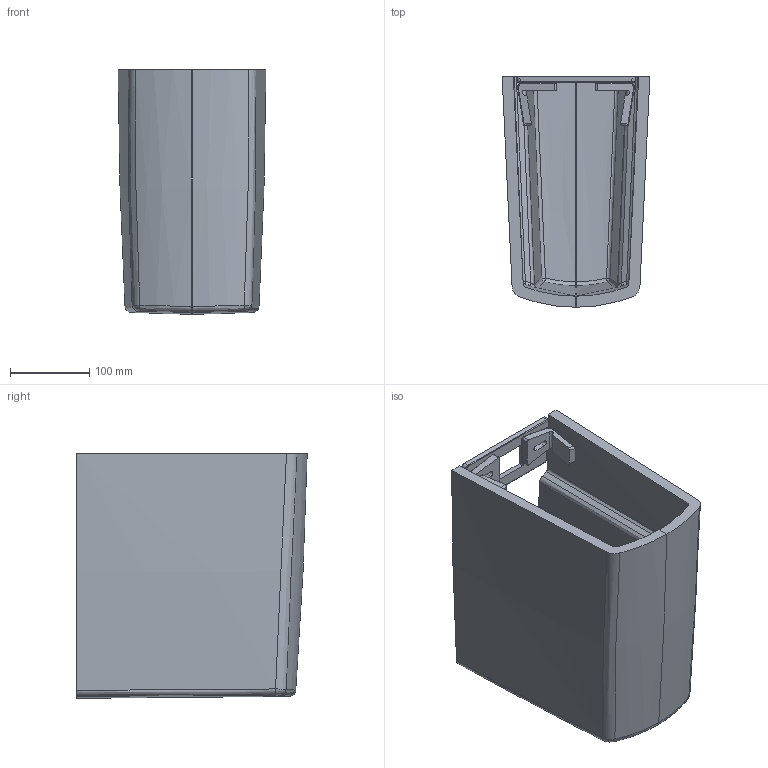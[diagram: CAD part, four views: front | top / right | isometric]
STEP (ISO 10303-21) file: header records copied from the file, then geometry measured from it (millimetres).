
FILE_DESCRIPTION(/* description */ (''),/* implementation_level */ '2;1');
FILE_NAME(/* name */ 'HSL_Sentique_5244.stp',/* time_stamp */ '2013-12-12T16:07:00+01:00',/* author */ (''),/* organization */ (''),/* preprocessor_version */ 'ST-DEVELOPER v11',/* originating_system */ 'SIEMENS PLM Software NX 7.5',/* authorisation */ '');
FILE_SCHEMA (('AUTOMOTIVE_DESIGN { 1 0 10303 214 1 1 1 1 }'));
Length unit declared in the file: millimetre
Products named in the file (1): koeb74C0ona2
Bounding box: 186 x 290 x 308 mm (x, y, z)
Surface area: 525565.1 mm2 (no closed solid volume)
Topology: 0 solids, 5 shells, 216 faces, 537 edges, 309 vertices
Faces by surface type: bspline 182, sphere 16, plane 14, cylinder 4
Entity records: 8900 total; most frequent: CARTESIAN_POINT 5490, ORIENTED_EDGE 998, EDGE_CURVE 507, B_SPLINE_CURVE_WITH_KNOTS 399, VERTEX_POINT 309, EDGE_LOOP 240, ADVANCED_FACE 216, FACE_OUTER_BOUND 202
